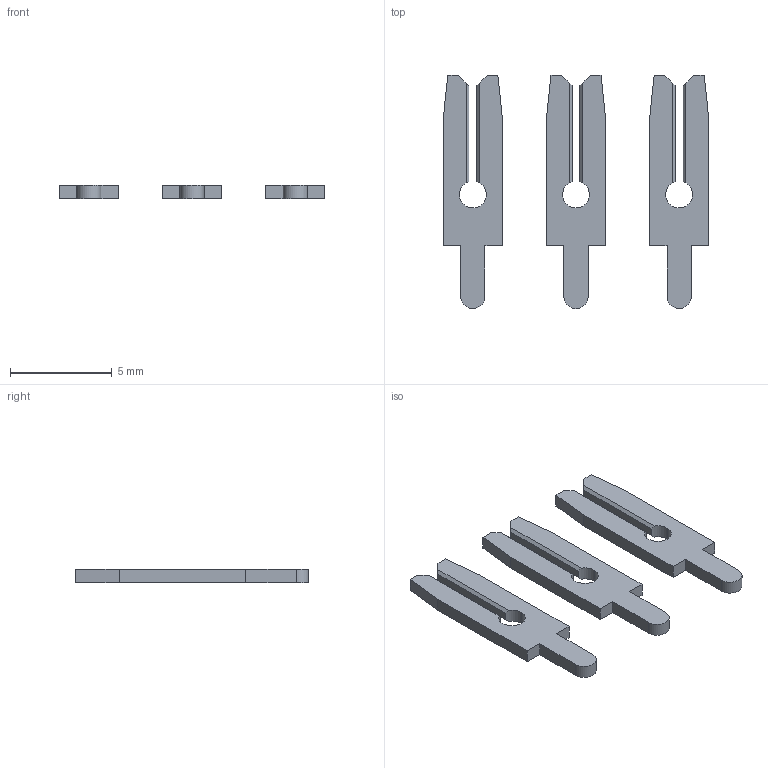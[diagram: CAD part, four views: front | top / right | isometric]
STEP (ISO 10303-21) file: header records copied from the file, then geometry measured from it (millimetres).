
FILE_DESCRIPTION (( 'STEP AP203' ), '1' );
FILE_NAME ('103-003-250-200.STEP', '2020-04-09T19:31:42', ( '' ), ( '' ), 'SwSTEP 2.0', 'SolidWorks 2016', '' );
FILE_SCHEMA (( 'CONFIG_CONTROL_DESIGN' ));
Length unit declared in the file: inch
Products named in the file (2): 103-003-250-200; 100-290-001_100-290-250
Assembly tree (3 placements, depth 2):
  103-003-250-200
    100-290-001_100-290-250  x3
Bounding box: 13.08 x 11.48 x 0.66 mm (x, y, z)
Volume: 46.8 mm3; surface area: 220 mm2
Topology: 3 solids, 3 shells, 72 faces, 198 edges, 132 vertices
Faces by surface type: plane 60, cylinder 12
Entity records: 1022 total; most frequent: CARTESIAN_POINT 152, ORIENTED_EDGE 132, DIRECTION 130, EDGE_CURVE 66, VECTOR 54, LINE 54, VERTEX_POINT 44, AXIS2_PLACEMENT_3D 38
